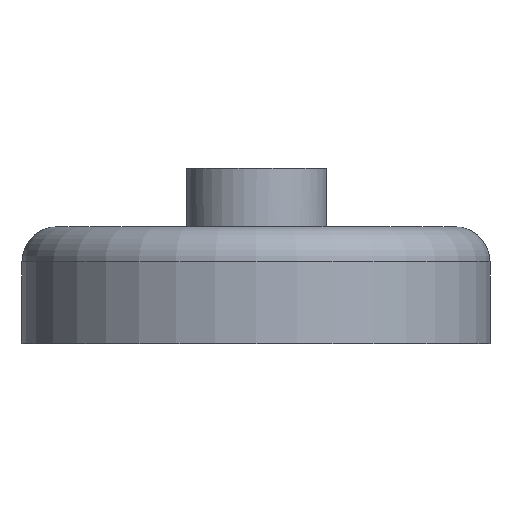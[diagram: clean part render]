
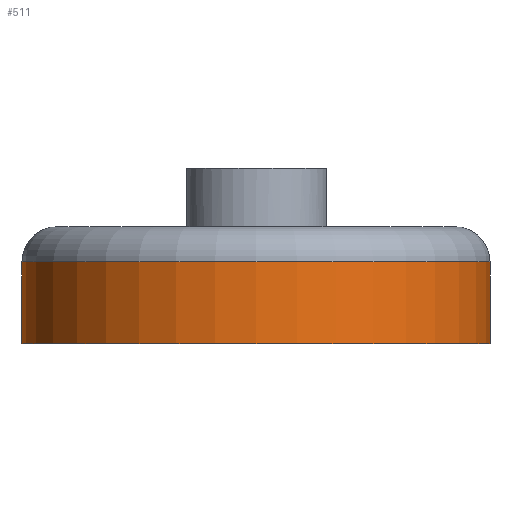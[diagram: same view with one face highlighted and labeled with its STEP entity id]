
A CAD part, front view. The second image highlights one B-rep face of the part: STEP entity #511.
In plain terms, the highlighted cylindrical face has radius 20 mm (diameter 40 mm), a partial arc.
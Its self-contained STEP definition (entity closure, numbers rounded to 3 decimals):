
#237=CARTESIAN_POINT('Vertex',(-20.,0.,7.)) ;
#249=CARTESIAN_POINT('Vertex',(20.,0.,7.)) ;
#299=CARTESIAN_POINT('Axis2P3D Location',(0.,0.,7.)) ;
#311=CARTESIAN_POINT('Axis2P3D Location',(0.,0.,5.)) ;
#336=CARTESIAN_POINT('Vertex',(-20.,0.,0.)) ;
#339=CARTESIAN_POINT('Line Origine',(-20.,0.,5.)) ;
#352=CARTESIAN_POINT('Line Origine',(20.,0.,5.)) ;
#356=CARTESIAN_POINT('Vertex',(20.,0.,0.)) ;
#500=CARTESIAN_POINT('Axis2P3D Location',(0.,0.,0.)) ;
#300=DIRECTION('Axis2P3D Direction',(0.,-0.,1.)) ;
#312=DIRECTION('Axis2P3D Direction',(0.,0.,1.)) ;
#313=DIRECTION('Axis2P3D XDirection',(1.,0.,0.)) ;
#340=DIRECTION('Vector Direction',(0.,0.,1.)) ;
#353=DIRECTION('Vector Direction',(0.,0.,1.)) ;
#501=DIRECTION('Axis2P3D Direction',(0.,0.,1.)) ;
#301=AXIS2_PLACEMENT_3D('Circle Axis2P3D',#299,#300,$) ;
#314=AXIS2_PLACEMENT_3D('Cylinder Axis2P3D',#311,#312,#313) ;
#502=AXIS2_PLACEMENT_3D('Circle Axis2P3D',#500,#501,$) ;
#506=ORIENTED_EDGE('',*,*,#343,.F.) ;
#507=ORIENTED_EDGE('',*,*,#504,.T.) ;
#508=ORIENTED_EDGE('',*,*,#358,.T.) ;
#509=ORIENTED_EDGE('',*,*,#303,.F.) ;
#341=VECTOR('Line Direction',#340,1.) ;
#354=VECTOR('Line Direction',#353,1.) ;
#511=ADVANCED_FACE('PartBody',(#510),#315,.T.) ;
#302=CIRCLE('generated circle',#301,20.) ;
#503=CIRCLE('generated circle',#502,20.) ;
#315=CYLINDRICAL_SURFACE('generated cylinder',#314,20.) ;
#303=EDGE_CURVE('',#238,#250,#302,.T.) ;
#343=EDGE_CURVE('',#337,#238,#342,.T.) ;
#358=EDGE_CURVE('',#357,#250,#355,.T.) ;
#504=EDGE_CURVE('',#337,#357,#503,.T.) ;
#505=EDGE_LOOP('',(#506,#507,#508,#509)) ;
#510=FACE_OUTER_BOUND('',#505,.T.) ;
#342=LINE('Line',#339,#341) ;
#355=LINE('Line',#352,#354) ;
#238=VERTEX_POINT('',#237) ;
#250=VERTEX_POINT('',#249) ;
#337=VERTEX_POINT('',#336) ;
#357=VERTEX_POINT('',#356) ;
